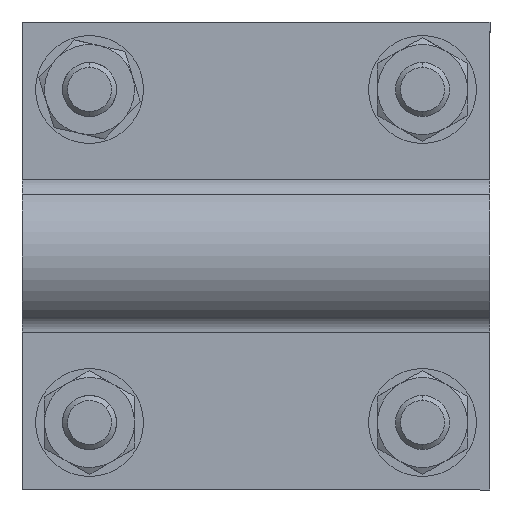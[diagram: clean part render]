
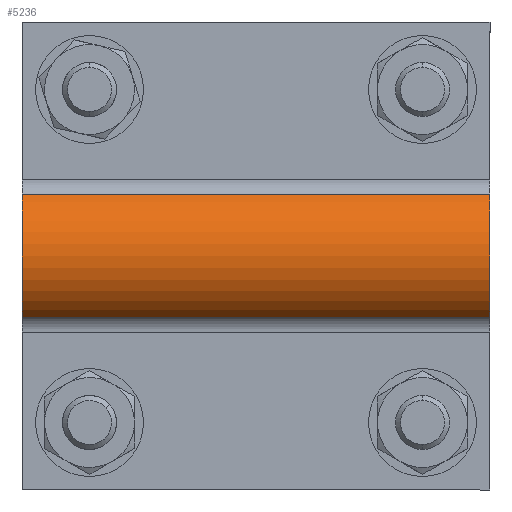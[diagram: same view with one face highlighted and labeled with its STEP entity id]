
A CAD part, front view. The second image highlights one B-rep face of the part: STEP entity #5236.
In plain terms, the highlighted cylindrical face has radius 8.25 mm (diameter 16.5 mm), a partial arc.
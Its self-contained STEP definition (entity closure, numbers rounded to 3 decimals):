
#13 = AXIS2_PLACEMENT_3D ( 'NONE', #3755, #4345, #4778 ) ;
#212 = CIRCLE ( 'NONE', #13, 8.25 ) ;
#281 = ORIENTED_EDGE ( 'NONE', *, *, #605, .F. ) ;
#605 = EDGE_CURVE ( 'NONE', #2403, #5713, #4360, .T. ) ;
#761 = CARTESIAN_POINT ( 'NONE',  ( 6.83, 2.878, 26. ) ) ;
#966 = CARTESIAN_POINT ( 'NONE',  ( 6.83, 2.878, -26. ) ) ;
#1046 = VECTOR ( 'NONE', #3914, 1000. ) ;
#1206 = CARTESIAN_POINT ( 'NONE',  ( -6.83, 2.878, 26. ) ) ;
#1326 = ORIENTED_EDGE ( 'NONE', *, *, #5728, .T. ) ;
#1538 = EDGE_LOOP ( 'NONE', ( #1911, #281, #5403, #1326 ) ) ;
#1665 = CARTESIAN_POINT ( 'NONE',  ( 0., -1.75, -26. ) ) ;
#1737 = DIRECTION ( 'NONE',  ( 0., 0., 1. ) ) ;
#1911 = ORIENTED_EDGE ( 'NONE', *, *, #4160, .F. ) ;
#2403 = VERTEX_POINT ( 'NONE', #3937 ) ;
#2456 = VECTOR ( 'NONE', #1737, 1000. ) ;
#2516 = AXIS2_PLACEMENT_3D ( 'NONE', #4982, #5410, #4425 ) ;
#2619 = FACE_OUTER_BOUND ( 'NONE', #1538, .T. ) ;
#2722 = AXIS2_PLACEMENT_3D ( 'NONE', #1665, #5529, #4039 ) ;
#3495 = VERTEX_POINT ( 'NONE', #1206 ) ;
#3542 = CIRCLE ( 'NONE', #2516, 8.25 ) ;
#3672 = VERTEX_POINT ( 'NONE', #5654 ) ;
#3755 = CARTESIAN_POINT ( 'NONE',  ( 0., -1.75, -26. ) ) ;
#3914 = DIRECTION ( 'NONE',  ( 0., 0., 1. ) ) ;
#3937 = CARTESIAN_POINT ( 'NONE',  ( 6.83, 2.878, -26. ) ) ;
#4039 = DIRECTION ( 'NONE',  ( 1., 0., 0. ) ) ;
#4160 = EDGE_CURVE ( 'NONE', #5713, #3495, #3542, .T. ) ;
#4345 = DIRECTION ( 'NONE',  ( 0., 0., 1. ) ) ;
#4360 = LINE ( 'NONE', #966, #1046 ) ;
#4425 = DIRECTION ( 'NONE',  ( 1., 0., 0. ) ) ;
#4546 = CARTESIAN_POINT ( 'NONE',  ( -6.83, 2.878, -26. ) ) ;
#4559 = CYLINDRICAL_SURFACE ( 'NONE', #2722, 8.25 ) ;
#4778 = DIRECTION ( 'NONE',  ( 1., 0., 0. ) ) ;
#4819 = EDGE_CURVE ( 'NONE', #2403, #3672, #212, .T. ) ;
#4982 = CARTESIAN_POINT ( 'NONE',  ( 0., -1.75, 26. ) ) ;
#5041 = LINE ( 'NONE', #4546, #2456 ) ;
#5236 = ADVANCED_FACE ( 'NONE', ( #2619 ), #4559, .T. ) ;
#5403 = ORIENTED_EDGE ( 'NONE', *, *, #4819, .T. ) ;
#5410 = DIRECTION ( 'NONE',  ( 0., 0., 1. ) ) ;
#5529 = DIRECTION ( 'NONE',  ( 0., 0., 1. ) ) ;
#5654 = CARTESIAN_POINT ( 'NONE',  ( -6.83, 2.878, -26. ) ) ;
#5713 = VERTEX_POINT ( 'NONE', #761 ) ;
#5728 = EDGE_CURVE ( 'NONE', #3672, #3495, #5041, .T. ) ;
